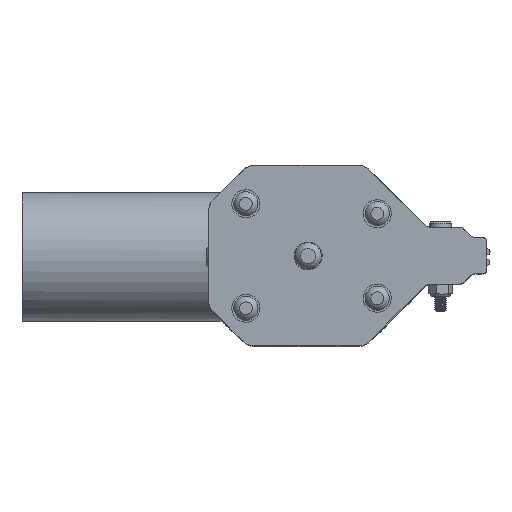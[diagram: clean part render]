
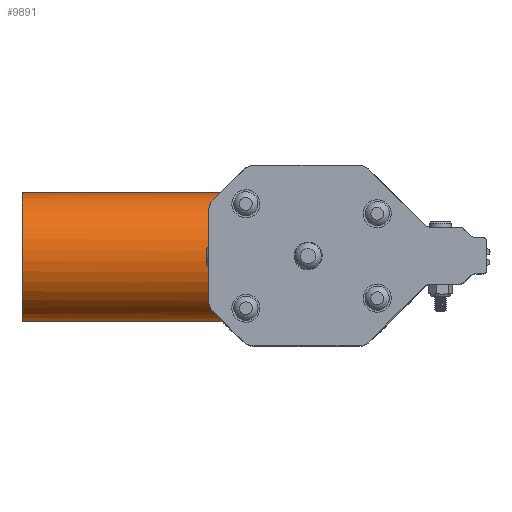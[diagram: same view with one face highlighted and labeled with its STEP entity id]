
A CAD part, left-side view. The second image highlights one B-rep face of the part: STEP entity #9891.
In plain terms, the highlighted cylindrical face has radius 25.4 mm (diameter 50.8 mm), a full revolution.
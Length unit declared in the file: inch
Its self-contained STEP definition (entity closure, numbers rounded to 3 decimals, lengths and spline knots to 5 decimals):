
#15=ELLIPSE('',#11145,1.41421,1.);
#16=ELLIPSE('',#11153,1.41421,1.);
#750=FACE_BOUND('',#3510,.T.);
#1133=LINE('',#47360,#1523);
#1140=LINE('',#47392,#1530);
#1523=VECTOR('',#14041,0.3937);
#1530=VECTOR('',#14066,0.3937);
#2520=FACE_OUTER_BOUND('',#3509,.T.);
#3509=EDGE_LOOP('',(#8999,#9000,#9001,#9002,#9003,#9004,#9005,#9006,#9007,
#9008));
#3510=EDGE_LOOP('',(#9009));
#3591=B_SPLINE_CURVE_WITH_KNOTS('',3,(#47368,#47369,#47370,#47371,#47372,
#47373),.UNSPECIFIED.,.F.,.F.,(4,2,4),(0.12926,0.20081,
0.2868),.UNSPECIFIED.);
#3592=B_SPLINE_CURVE_WITH_KNOTS('',3,(#47382,#47383,#47384,#47385,#47386,
#47387),.UNSPECIFIED.,.F.,.F.,(4,2,4),(0.83398,0.91998,
0.99152),.UNSPECIFIED.);
#3631=CIRCLE('',#9960,1.);
#4177=CIRCLE('',#11141,1.);
#4178=CIRCLE('',#11143,1.);
#4179=CIRCLE('',#11147,1.);
#4180=CIRCLE('',#11150,1.);
#4272=VERTEX_POINT('',#44253);
#4273=VERTEX_POINT('',#44254);
#5089=VERTEX_POINT('',#47338);
#5090=VERTEX_POINT('',#47341);
#5091=VERTEX_POINT('',#47342);
#5094=VERTEX_POINT('',#47350);
#5095=VERTEX_POINT('',#47355);
#5096=VERTEX_POINT('',#47359);
#5097=VERTEX_POINT('',#47363);
#5098=VERTEX_POINT('',#47367);
#5099=VERTEX_POINT('',#47376);
#5228=EDGE_CURVE('',#4272,#4273,#3631,.T.);
#6381=EDGE_CURVE('',#5089,#5089,#4177,.T.);
#6382=EDGE_CURVE('',#5090,#5091,#4178,.T.);
#6386=EDGE_CURVE('',#5094,#5090,#15,.T.);
#6389=EDGE_CURVE('',#5095,#5094,#4179,.T.);
#6391=EDGE_CURVE('',#5096,#5095,#1133,.T.);
#6393=EDGE_CURVE('',#5097,#5096,#4180,.T.);
#6395=EDGE_CURVE('',#5098,#5097,#3591,.T.);
#6397=EDGE_CURVE('',#5099,#5098,#16,.T.);
#6400=EDGE_CURVE('',#4273,#5099,#3592,.T.);
#6403=EDGE_CURVE('',#5091,#4272,#1140,.T.);
#8999=ORIENTED_EDGE('',*,*,#5228,.T.);
#9000=ORIENTED_EDGE('',*,*,#6400,.T.);
#9001=ORIENTED_EDGE('',*,*,#6397,.T.);
#9002=ORIENTED_EDGE('',*,*,#6395,.T.);
#9003=ORIENTED_EDGE('',*,*,#6393,.T.);
#9004=ORIENTED_EDGE('',*,*,#6391,.T.);
#9005=ORIENTED_EDGE('',*,*,#6389,.T.);
#9006=ORIENTED_EDGE('',*,*,#6386,.T.);
#9007=ORIENTED_EDGE('',*,*,#6382,.T.);
#9008=ORIENTED_EDGE('',*,*,#6403,.T.);
#9009=ORIENTED_EDGE('',*,*,#6381,.F.);
#9203=CYLINDRICAL_SURFACE('',#11158,1.);
#9891=ADVANCED_FACE('',(#2520,#750),#9203,.T.);
#9960=AXIS2_PLACEMENT_3D('',#44255,#11290,#11291);
#11141=AXIS2_PLACEMENT_3D('',#47339,#14019,#14020);
#11143=AXIS2_PLACEMENT_3D('',#47343,#14023,#14024);
#11145=AXIS2_PLACEMENT_3D('',#47351,#14030,#14031);
#11147=AXIS2_PLACEMENT_3D('',#47356,#14036,#14037);
#11150=AXIS2_PLACEMENT_3D('',#47364,#14045,#14046);
#11153=AXIS2_PLACEMENT_3D('',#47377,#14053,#14054);
#11158=AXIS2_PLACEMENT_3D('',#47393,#14067,#14068);
#11290=DIRECTION('center_axis',(0.,1.,0.));
#11291=DIRECTION('ref_axis',(-0.815,0.,-0.579));
#14019=DIRECTION('center_axis',(0.,1.,0.));
#14020=DIRECTION('ref_axis',(-0.815,0.,-0.579));
#14023=DIRECTION('center_axis',(0.,1.,0.));
#14024=DIRECTION('ref_axis',(-0.815,0.,-0.579));
#14030=DIRECTION('center_axis',(0.,0.707,
0.707));
#14031=DIRECTION('ref_axis',(0.,0.707,-0.707));
#14036=DIRECTION('center_axis',(0.,1.,0.));
#14037=DIRECTION('ref_axis',(-0.815,0.,-0.579));
#14041=DIRECTION('',(0.,1.,0.));
#14045=DIRECTION('center_axis',(0.,1.,0.));
#14046=DIRECTION('ref_axis',(-0.815,0.,-0.579));
#14053=DIRECTION('center_axis',(0.,0.707,
-0.707));
#14054=DIRECTION('ref_axis',(0.,-0.707,-0.707));
#14066=DIRECTION('',(0.,-1.,0.));
#14067=DIRECTION('center_axis',(0.,1.,0.));
#14068=DIRECTION('ref_axis',(-0.815,0.,-0.579));
#44253=CARTESIAN_POINT('',(0.52306,0.56104,-0.667));
#44254=CARTESIAN_POINT('',(0.4856,0.56104,-0.70662));
#44255=CARTESIAN_POINT('Origin',(-0.222,0.56104,0.));
#47338=CARTESIAN_POINT('',(0.778,3.61104,0.));
#47339=CARTESIAN_POINT('Origin',(-0.222,3.61104,0.));
#47341=CARTESIAN_POINT('',(0.50529,0.61104,0.68633));
#47342=CARTESIAN_POINT('',(0.52306,0.61104,-0.667));
#47343=CARTESIAN_POINT('Origin',(-0.222,0.61104,0.));
#47350=CARTESIAN_POINT('',(-0.94929,0.61104,0.68633));
#47351=CARTESIAN_POINT('Origin',(-0.222,1.29737,0.));
#47355=CARTESIAN_POINT('',(-0.96705,0.61104,-0.667));
#47356=CARTESIAN_POINT('Origin',(-0.222,0.61104,0.));
#47359=CARTESIAN_POINT('',(-0.96705,0.56104,-0.667));
#47360=CARTESIAN_POINT('',(-0.96705,0.11104,-0.667));
#47363=CARTESIAN_POINT('',(-0.92959,0.56104,-0.70662));
#47364=CARTESIAN_POINT('Origin',(-0.222,0.56104,0.));
#47367=CARTESIAN_POINT('',(-0.88452,0.54347,-0.74904));
#47368=CARTESIAN_POINT('Ctrl Pts',(-0.88452,0.54347,
-0.74904));
#47369=CARTESIAN_POINT('Ctrl Pts',(-0.89049,0.54876,
-0.74376));
#47370=CARTESIAN_POINT('Ctrl Pts',(-0.89733,0.55294,
-0.73758));
#47371=CARTESIAN_POINT('Ctrl Pts',(-0.91284,0.55938,
-0.72309));
#47372=CARTESIAN_POINT('Ctrl Pts',(-0.92162,0.56104,
-0.7146));
#47373=CARTESIAN_POINT('Ctrl Pts',(-0.92959,0.56104,
-0.70662));
#47376=CARTESIAN_POINT('',(0.44052,0.54347,-0.74904));
#47377=CARTESIAN_POINT('Origin',(-0.222,1.29251,0.));
#47382=CARTESIAN_POINT('Ctrl Pts',(0.4856,0.56104,
-0.70662));
#47383=CARTESIAN_POINT('Ctrl Pts',(0.47762,0.56104,
-0.7146));
#47384=CARTESIAN_POINT('Ctrl Pts',(0.46885,0.55938,
-0.72309));
#47385=CARTESIAN_POINT('Ctrl Pts',(0.45333,0.55294,
-0.73758));
#47386=CARTESIAN_POINT('Ctrl Pts',(0.4465,0.54876,
-0.74376));
#47387=CARTESIAN_POINT('Ctrl Pts',(0.44052,0.54347,-0.74904));
#47392=CARTESIAN_POINT('',(0.52306,0.11104,-0.667));
#47393=CARTESIAN_POINT('Origin',(-0.222,0.11104,0.));
